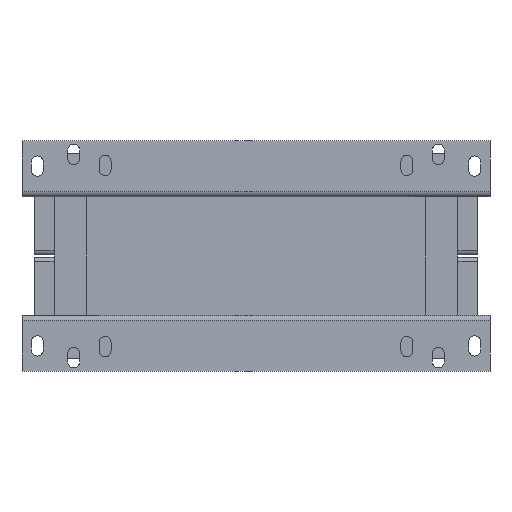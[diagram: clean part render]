
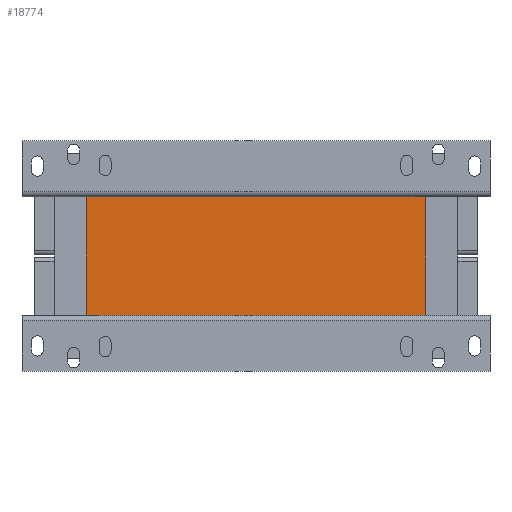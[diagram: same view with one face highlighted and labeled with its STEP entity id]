
A CAD part, front view. The second image highlights one B-rep face of the part: STEP entity #18774.
In plain terms, the highlighted planar face has unit normal (0, -1, 0).
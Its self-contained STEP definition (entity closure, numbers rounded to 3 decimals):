
#2859 = DIRECTION ( 'NONE',  ( 0., 1., 0. ) ) ;
#4269 = VECTOR ( 'NONE', #17580, 1000. ) ;
#5161 = DIRECTION ( 'NONE',  ( 1., 0., 0. ) ) ;
#8493 = CARTESIAN_POINT ( 'NONE',  ( -200., -200., 70. ) ) ;
#9851 = LINE ( 'NONE', #38266, #35202 ) ;
#10685 = EDGE_CURVE ( 'NONE', #29793, #38231, #39663, .T. ) ;
#10913 = ORIENTED_EDGE ( 'NONE', *, *, #32833, .F. ) ;
#11285 = AXIS2_PLACEMENT_3D ( 'NONE', #33976, #2859, #18340 ) ;
#12598 = PLANE ( 'NONE',  #11285 ) ;
#14521 = LINE ( 'NONE', #23229, #28872 ) ;
#17324 = CARTESIAN_POINT ( 'NONE',  ( 200., -200., -70. ) ) ;
#17580 = DIRECTION ( 'NONE',  ( 0., 0., -1. ) ) ;
#17840 = CARTESIAN_POINT ( 'NONE',  ( -200., -200., 70. ) ) ;
#18034 = VERTEX_POINT ( 'NONE', #17324 ) ;
#18340 = DIRECTION ( 'NONE',  ( 0., 0., 1. ) ) ;
#18774 = ADVANCED_FACE ( 'NONE', ( #32412 ), #12598, .F. ) ;
#20152 = EDGE_CURVE ( 'NONE', #29793, #32564, #33703, .T. ) ;
#20913 = EDGE_LOOP ( 'NONE', ( #27968, #10913, #33495, #24134 ) ) ;
#22624 = CARTESIAN_POINT ( 'NONE',  ( -200., -200., 70. ) ) ;
#23223 = VECTOR ( 'NONE', #32676, 1000. ) ;
#23229 = CARTESIAN_POINT ( 'NONE',  ( -200., -200., -70. ) ) ;
#24134 = ORIENTED_EDGE ( 'NONE', *, *, #10685, .T. ) ;
#25840 = EDGE_CURVE ( 'NONE', #38231, #18034, #14521, .T. ) ;
#26133 = DIRECTION ( 'NONE',  ( 0., 0., -1. ) ) ;
#27968 = ORIENTED_EDGE ( 'NONE', *, *, #25840, .T. ) ;
#28417 = CARTESIAN_POINT ( 'NONE',  ( 200., -200., 70. ) ) ;
#28872 = VECTOR ( 'NONE', #5161, 1000. ) ;
#29793 = VERTEX_POINT ( 'NONE', #22624 ) ;
#32412 = FACE_OUTER_BOUND ( 'NONE', #20913, .T. ) ;
#32564 = VERTEX_POINT ( 'NONE', #28417 ) ;
#32676 = DIRECTION ( 'NONE',  ( 1., 0., 0. ) ) ;
#32833 = EDGE_CURVE ( 'NONE', #32564, #18034, #9851, .T. ) ;
#33495 = ORIENTED_EDGE ( 'NONE', *, *, #20152, .F. ) ;
#33703 = LINE ( 'NONE', #8493, #23223 ) ;
#33976 = CARTESIAN_POINT ( 'NONE',  ( -200., -200., 70. ) ) ;
#35202 = VECTOR ( 'NONE', #26133, 1000. ) ;
#38231 = VERTEX_POINT ( 'NONE', #39145 ) ;
#38266 = CARTESIAN_POINT ( 'NONE',  ( 200., -200., 70. ) ) ;
#39145 = CARTESIAN_POINT ( 'NONE',  ( -200., -200., -70. ) ) ;
#39663 = LINE ( 'NONE', #17840, #4269 ) ;
